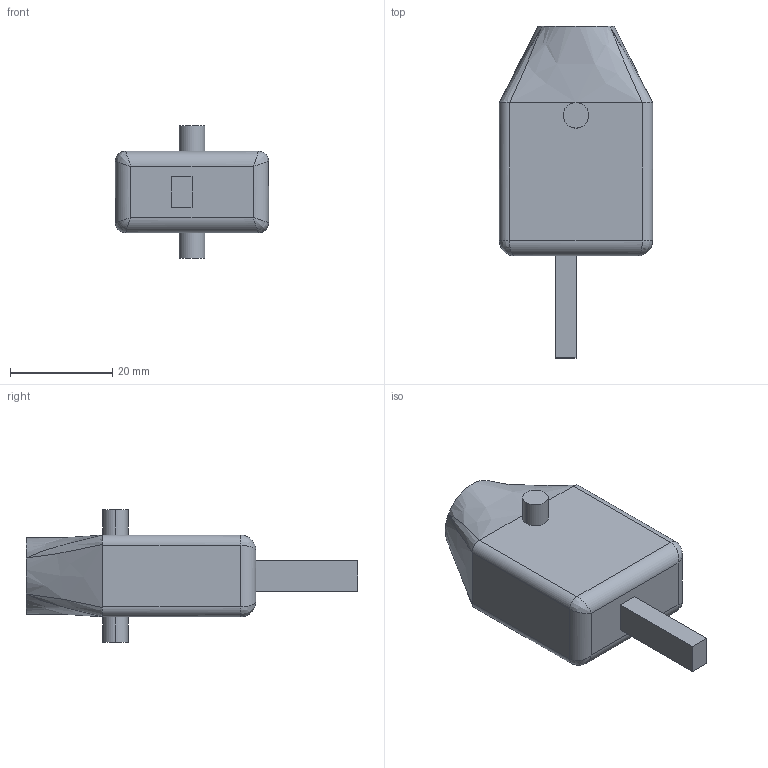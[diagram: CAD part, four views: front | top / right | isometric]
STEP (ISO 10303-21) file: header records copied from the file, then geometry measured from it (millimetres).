
FILE_DESCRIPTION (( 'STEP AP203' ), '1' );
FILE_NAME ('SyringeBody.STEP', '2024-07-16T19:11:55', ( '' ), ( '' ), 'SwSTEP 2.0', 'SolidWorks 2023', '' );
FILE_SCHEMA (( 'CONFIG_CONTROL_DESIGN' ));
Length unit declared in the file: millimetre
Products named in the file (1): SyringeBody
Bounding box: 30 x 65 x 26 mm (x, y, z)
Volume: 17902.3 mm3; surface area: 5268.1 mm2
Topology: 1 solids, 1 shells, 40 faces, 98 edges, 54 vertices
Faces by surface type: cylinder 14, plane 14, bspline 12
Entity records: 1721 total; most frequent: CARTESIAN_POINT 845, ORIENTED_EDGE 180, DIRECTION 142, EDGE_CURVE 90, VERTEX_POINT 54, AXIS2_PLACEMENT_3D 51, EDGE_LOOP 42, ADVANCED_FACE 40
